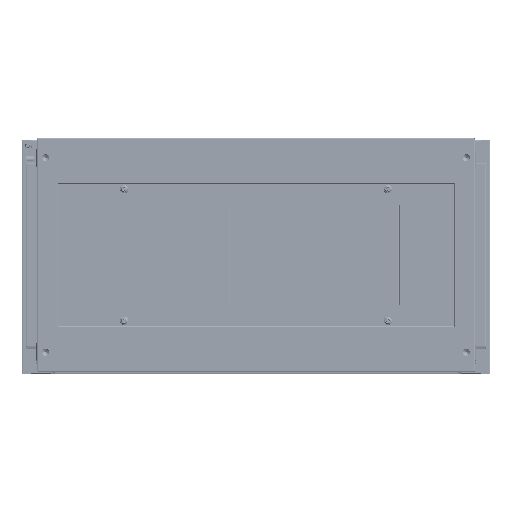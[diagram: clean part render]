
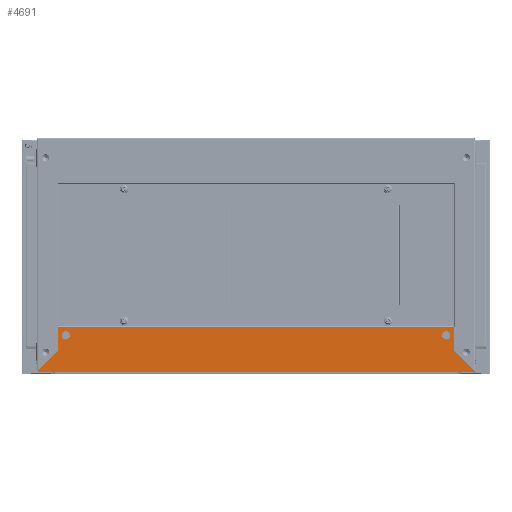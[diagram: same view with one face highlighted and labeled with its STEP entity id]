
A CAD part, top view. The second image highlights one B-rep face of the part: STEP entity #4691.
In plain terms, the highlighted planar face has unit normal (0, 0, 1).
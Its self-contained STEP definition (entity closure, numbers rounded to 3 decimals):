
#4691 = ADVANCED_FACE ( 'NONE', ( #47956, #47967, #47973 ), #101137, .F. ) ;
#19796 = CIRCLE ( 'NONE', #71478, 7. ) ;
#19814 = CIRCLE ( 'NONE', #71481, 7. ) ;
#33674 = CARTESIAN_POINT ( 'NONE',  ( 325., -26.3, 1.5 ) ) ;
#33676 = DIRECTION ( 'NONE',  ( 0., 0., 1. ) ) ;
#33679 = DIRECTION ( 'NONE',  ( -1., 0., 0. ) ) ;
#33821 = CARTESIAN_POINT ( 'NONE',  ( -325., -26.3, 1.5 ) ) ;
#33825 = DIRECTION ( 'NONE',  ( 0., 0., 1. ) ) ;
#33828 = DIRECTION ( 'NONE',  ( 1., 0., 0. ) ) ;
#43789 = EDGE_CURVE ( 'NONE', #140651, #140657, #69021, .T. ) ;
#43794 = EDGE_CURVE ( 'NONE', #140657, #140659, #69035, .T. ) ;
#43800 = EDGE_CURVE ( 'NONE', #140551, #140651, #69050, .T. ) ;
#43813 = EDGE_CURVE ( 'NONE', #140670, #140551, #69068, .T. ) ;
#43815 = EDGE_CURVE ( 'NONE', #140764, #140617, #69076, .T. ) ;
#43819 = EDGE_CURVE ( 'NONE', #140708, #140744, #69079, .T. ) ;
#43821 = EDGE_CURVE ( 'NONE', #140659, #140592, #69075, .T. ) ;
#43824 = EDGE_CURVE ( 'NONE', #140592, #140692, #69059, .T. ) ;
#43827 = EDGE_CURVE ( 'NONE', #140692, #140558, #69086, .T. ) ;
#43830 = EDGE_CURVE ( 'NONE', #140558, #140670, #69090, .T. ) ;
#47956 = FACE_BOUND ( 'NONE', #81954, .T. ) ;
#47967 = FACE_BOUND ( 'NONE', #81959, .T. ) ;
#47973 = FACE_OUTER_BOUND ( 'NONE', #81961, .T. ) ;
#49776 = EDGE_CURVE ( 'NONE', #140617, #140764, #19796, .T. ) ;
#49818 = EDGE_CURVE ( 'NONE', #140744, #140708, #19814, .T. ) ;
#67488 = CARTESIAN_POINT ( 'NONE',  ( -338.25, -0.7, 1.5 ) ) ;
#67489 = DIRECTION ( 'NONE',  ( -0.707, -0.707, 0. ) ) ;
#67501 = CARTESIAN_POINT ( 'NONE',  ( -338.25, -0.7, 1.5 ) ) ;
#67502 = DIRECTION ( 'NONE',  ( 0., -1., 0. ) ) ;
#67511 = CARTESIAN_POINT ( 'NONE',  ( -372.25, 34.7, 1.5 ) ) ;
#67512 = DIRECTION ( 'NONE',  ( 0.707, -0.707, 0. ) ) ;
#67536 = CARTESIAN_POINT ( 'NONE',  ( 372.25, 34.69, 1.5 ) ) ;
#67538 = DIRECTION ( 'NONE',  ( -1., 0., 0. ) ) ;
#67548 = CARTESIAN_POINT ( 'NONE',  ( 325., -26.3, 1.5 ) ) ;
#67551 = DIRECTION ( 'NONE',  ( 0., 0., 1. ) ) ;
#67553 = DIRECTION ( 'NONE',  ( -1., 0., 0. ) ) ;
#67561 = CARTESIAN_POINT ( 'NONE',  ( -325., -26.3, 1.5 ) ) ;
#67564 = DIRECTION ( 'NONE',  ( 0., 0., 1. ) ) ;
#67566 = DIRECTION ( 'NONE',  ( 1., 0., 0. ) ) ;
#67567 = CARTESIAN_POINT ( 'NONE',  ( -338.25, -40.29, 1.5 ) ) ;
#67574 = DIRECTION ( 'NONE',  ( 1., 0., 0. ) ) ;
#67584 = CARTESIAN_POINT ( 'NONE',  ( 338.25, -0.7, 1.5 ) ) ;
#67585 = DIRECTION ( 'NONE',  ( 0., 1., 0. ) ) ;
#67594 = CARTESIAN_POINT ( 'NONE',  ( 338.25, -0.7, 1.5 ) ) ;
#67595 = DIRECTION ( 'NONE',  ( -0.707, 0.707, 0. ) ) ;
#67639 = CARTESIAN_POINT ( 'NONE',  ( 372.25, 34.7, 1.5 ) ) ;
#67640 = DIRECTION ( 'NONE',  ( 0.707, 0.707, 0. ) ) ;
#69021 = LINE ( 'NONE', #67488, #69032 ) ;
#69032 = VECTOR ( 'NONE', #67489, 1000. ) ;
#69035 = LINE ( 'NONE', #67501, #69036 ) ;
#69036 = VECTOR ( 'NONE', #67502, 1000. ) ;
#69037 = VECTOR ( 'NONE', #67538, 1000. ) ;
#69040 = VECTOR ( 'NONE', #67512, 1000. ) ;
#69050 = LINE ( 'NONE', #67511, #69040 ) ;
#69059 = LINE ( 'NONE', #67584, #69071 ) ;
#69068 = LINE ( 'NONE', #67536, #69037 ) ;
#69071 = VECTOR ( 'NONE', #67585, 1000. ) ;
#69075 = LINE ( 'NONE', #67567, #69081 ) ;
#69076 = CIRCLE ( 'NONE', #70796, 7. ) ;
#69079 = CIRCLE ( 'NONE', #70797, 7. ) ;
#69081 = VECTOR ( 'NONE', #67574, 1000. ) ;
#69083 = VECTOR ( 'NONE', #67595, 1000. ) ;
#69085 = VECTOR ( 'NONE', #67640, 1000. ) ;
#69086 = LINE ( 'NONE', #67594, #69083 ) ;
#69090 = LINE ( 'NONE', #67639, #69085 ) ;
#70796 = AXIS2_PLACEMENT_3D ( 'NONE', #67548, #67551, #67553 ) ;
#70797 = AXIS2_PLACEMENT_3D ( 'NONE', #67561, #67564, #67566 ) ;
#71478 = AXIS2_PLACEMENT_3D ( 'NONE', #33674, #33676, #33679 ) ;
#71481 = AXIS2_PLACEMENT_3D ( 'NONE', #33821, #33825, #33828 ) ;
#81954 = EDGE_LOOP ( 'NONE', ( #110305, #110309 ) ) ;
#81959 = EDGE_LOOP ( 'NONE', ( #110313, #110316 ) ) ;
#81961 = EDGE_LOOP ( 'NONE', ( #110320, #110324, #110327, #110331, #110335, #110338, #110342, #110346 ) ) ;
#91421 = AXIS2_PLACEMENT_3D ( 'NONE', #101132, #101138, #101139 ) ;
#101132 = CARTESIAN_POINT ( 'NONE',  ( 337.55, 0., 1.5 ) ) ;
#101137 = PLANE ( 'NONE',  #91421 ) ;
#101138 = DIRECTION ( 'NONE',  ( 0., 0., -1. ) ) ;
#101139 = DIRECTION ( 'NONE',  ( -1., 0., 0. ) ) ;
#110305 = ORIENTED_EDGE ( 'NONE', *, *, #43815, .F. ) ;
#110309 = ORIENTED_EDGE ( 'NONE', *, *, #49776, .F. ) ;
#110313 = ORIENTED_EDGE ( 'NONE', *, *, #43819, .F. ) ;
#110316 = ORIENTED_EDGE ( 'NONE', *, *, #49818, .F. ) ;
#110320 = ORIENTED_EDGE ( 'NONE', *, *, #43813, .T. ) ;
#110324 = ORIENTED_EDGE ( 'NONE', *, *, #43800, .T. ) ;
#110327 = ORIENTED_EDGE ( 'NONE', *, *, #43789, .T. ) ;
#110331 = ORIENTED_EDGE ( 'NONE', *, *, #43794, .T. ) ;
#110335 = ORIENTED_EDGE ( 'NONE', *, *, #43821, .T. ) ;
#110338 = ORIENTED_EDGE ( 'NONE', *, *, #43824, .T. ) ;
#110342 = ORIENTED_EDGE ( 'NONE', *, *, #43827, .T. ) ;
#110346 = ORIENTED_EDGE ( 'NONE', *, *, #43830, .T. ) ;
#135958 = CARTESIAN_POINT ( 'NONE',  ( -372.24, 34.69, 1.5 ) ) ;
#135962 = CARTESIAN_POINT ( 'NONE',  ( 337.55, 0., 1.5 ) ) ;
#135981 = CARTESIAN_POINT ( 'NONE',  ( 338.25, -40.29, 1.5 ) ) ;
#135994 = CARTESIAN_POINT ( 'NONE',  ( 318., -26.3, 1.5 ) ) ;
#136011 = CARTESIAN_POINT ( 'NONE',  ( -337.55, 0., 1.5 ) ) ;
#136014 = CARTESIAN_POINT ( 'NONE',  ( -338.25, -0.7, 1.5 ) ) ;
#136015 = CARTESIAN_POINT ( 'NONE',  ( -338.25, -40.29, 1.5 ) ) ;
#136020 = CARTESIAN_POINT ( 'NONE',  ( 372.24, 34.69, 1.5 ) ) ;
#136031 = CARTESIAN_POINT ( 'NONE',  ( 338.25, -0.7, 1.5 ) ) ;
#136039 = CARTESIAN_POINT ( 'NONE',  ( -318., -26.3, 1.5 ) ) ;
#136057 = CARTESIAN_POINT ( 'NONE',  ( -332., -26.3, 1.5 ) ) ;
#136067 = CARTESIAN_POINT ( 'NONE',  ( 332., -26.3, 1.5 ) ) ;
#140551 = VERTEX_POINT ( 'NONE', #135958 ) ;
#140558 = VERTEX_POINT ( 'NONE', #135962 ) ;
#140592 = VERTEX_POINT ( 'NONE', #135981 ) ;
#140617 = VERTEX_POINT ( 'NONE', #135994 ) ;
#140651 = VERTEX_POINT ( 'NONE', #136011 ) ;
#140657 = VERTEX_POINT ( 'NONE', #136014 ) ;
#140659 = VERTEX_POINT ( 'NONE', #136015 ) ;
#140670 = VERTEX_POINT ( 'NONE', #136020 ) ;
#140692 = VERTEX_POINT ( 'NONE', #136031 ) ;
#140708 = VERTEX_POINT ( 'NONE', #136039 ) ;
#140744 = VERTEX_POINT ( 'NONE', #136057 ) ;
#140764 = VERTEX_POINT ( 'NONE', #136067 ) ;
